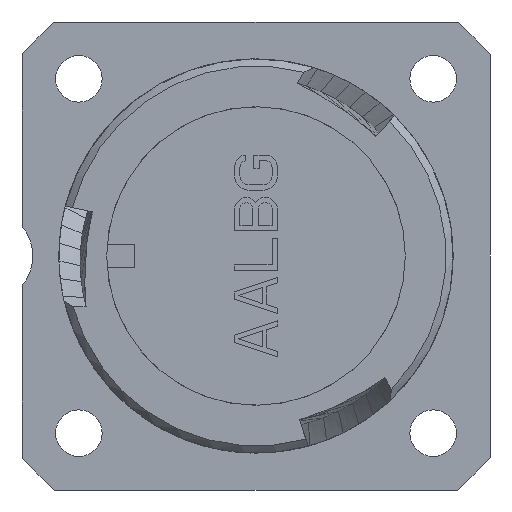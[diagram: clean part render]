
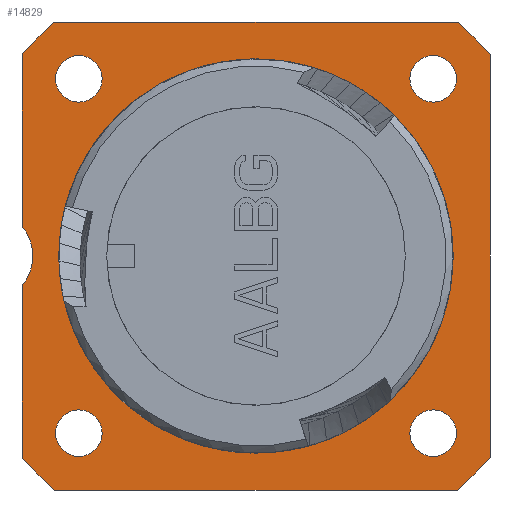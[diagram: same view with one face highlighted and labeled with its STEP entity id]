
A CAD part, left-side view. The second image highlights one B-rep face of the part: STEP entity #14829.
In plain terms, the highlighted planar face has unit normal (-1, 0, 0).
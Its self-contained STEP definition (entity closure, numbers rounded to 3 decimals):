
#599=CARTESIAN_POINT('',(19.,0.,0.));
#600=DIRECTION('',(1.,0.,0.));
#601=DIRECTION('',(0.,1.,0.));
#602=AXIS2_PLACEMENT_3D('',#599,#600,#601);
#1588=CARTESIAN_POINT('',(19.,0.,0.));
#1589=DIRECTION('',(-1.,0.,0.));
#1590=DIRECTION('',(0.,1.,0.));
#1591=AXIS2_PLACEMENT_3D('',#1588,#1589,#1590);
#2901=CARTESIAN_POINT('',(19.,18.675,0.));
#2902=DIRECTION('',(-1.,0.,0.));
#2903=DIRECTION('',(0.,-0.761,-0.649));
#2904=AXIS2_PLACEMENT_3D('',#2901,#2902,#2903);
#2906=DIRECTION('',(0.,0.,1.));
#2907=VECTOR('',#2906,11.91);
#2908=CARTESIAN_POINT('',(19.,16.255,2.063));
#2909=LINE('922',#2908,#2907);
#2910=CARTESIAN_POINT('',(19.,0.,0.));
#2911=DIRECTION('',(1.,0.,0.));
#2912=DIRECTION('',(0.,0.758,0.652));
#2913=AXIS2_PLACEMENT_3D('',#2910,#2911,#2912);
#2915=DIRECTION('',(0.,-1.,0.));
#2916=VECTOR('',#2915,27.945);
#2917=CARTESIAN_POINT('',(19.,13.973,16.255));
#2918=LINE('751',#2917,#2916);
#2919=CARTESIAN_POINT('',(19.,0.,0.));
#2920=DIRECTION('',(1.,0.,0.));
#2921=DIRECTION('',(0.,-0.652,0.758));
#2922=AXIS2_PLACEMENT_3D('',#2919,#2920,#2921);
#2924=DIRECTION('',(0.,0.,-1.));
#2925=VECTOR('',#2924,27.945);
#2926=CARTESIAN_POINT('',(19.,-16.255,13.973));
#2927=LINE('750',#2926,#2925);
#2928=CARTESIAN_POINT('',(19.,0.,0.));
#2929=DIRECTION('',(-1.,0.,0.));
#2930=DIRECTION('',(0.,-0.652,-0.758));
#2931=AXIS2_PLACEMENT_3D('',#2928,#2929,#2930);
#2933=DIRECTION('',(0.,1.,0.));
#2934=VECTOR('',#2933,27.945);
#2935=CARTESIAN_POINT('',(19.,-13.973,-16.255));
#2936=LINE('749',#2935,#2934);
#2937=CARTESIAN_POINT('',(19.,0.,0.));
#2938=DIRECTION('',(-1.,0.,0.));
#2939=DIRECTION('',(0.,0.758,-0.652));
#2940=AXIS2_PLACEMENT_3D('',#2937,#2938,#2939);
#2942=DIRECTION('',(0.,0.,1.));
#2943=VECTOR('',#2942,11.91);
#2944=CARTESIAN_POINT('',(19.,16.255,-13.973));
#2945=LINE('921',#2944,#2943);
#2946=CARTESIAN_POINT('',(19.,12.305,-12.305));
#2947=DIRECTION('',(1.,0.,0.));
#2948=DIRECTION('',(0.,0.,-1.));
#2949=AXIS2_PLACEMENT_3D('',#2946,#2947,#2948);
#2951=CARTESIAN_POINT('',(19.,12.305,-12.305));
#2952=DIRECTION('',(1.,0.,0.));
#2953=DIRECTION('',(0.,0.,1.));
#2954=AXIS2_PLACEMENT_3D('',#2951,#2952,#2953);
#2956=CARTESIAN_POINT('',(19.,12.305,12.305));
#2957=DIRECTION('',(1.,0.,0.));
#2958=DIRECTION('',(0.,0.,-1.));
#2959=AXIS2_PLACEMENT_3D('',#2956,#2957,#2958);
#2961=CARTESIAN_POINT('',(19.,12.305,12.305));
#2962=DIRECTION('',(1.,0.,0.));
#2963=DIRECTION('',(0.,0.,1.));
#2964=AXIS2_PLACEMENT_3D('',#2961,#2962,#2963);
#2966=CARTESIAN_POINT('',(19.,-12.305,12.305));
#2967=DIRECTION('',(1.,0.,0.));
#2968=DIRECTION('',(0.,0.,-1.));
#2969=AXIS2_PLACEMENT_3D('',#2966,#2967,#2968);
#2971=CARTESIAN_POINT('',(19.,-12.305,12.305));
#2972=DIRECTION('',(1.,0.,0.));
#2973=DIRECTION('',(0.,0.,1.));
#2974=AXIS2_PLACEMENT_3D('',#2971,#2972,#2973);
#2976=CARTESIAN_POINT('',(19.,-12.305,-12.305));
#2977=DIRECTION('',(1.,0.,0.));
#2978=DIRECTION('',(0.,0.,-1.));
#2979=AXIS2_PLACEMENT_3D('',#2976,#2977,#2978);
#2981=CARTESIAN_POINT('',(19.,-12.305,-12.305));
#2982=DIRECTION('',(1.,0.,0.));
#2983=DIRECTION('',(0.,0.,1.));
#2984=AXIS2_PLACEMENT_3D('',#2981,#2982,#2983);
#5989=CARTESIAN_POINT('',(19.,13.69,0.));
#5990=CARTESIAN_POINT('',(19.,-13.69,0.));
#5991=VERTEX_POINT('',#5989);
#5992=VERTEX_POINT('',#5990);
#6005=CARTESIAN_POINT('',(19.,-13.973,-16.255));
#6006=CARTESIAN_POINT('',(19.,13.973,-16.255));
#6007=VERTEX_POINT('',#6005);
#6008=VERTEX_POINT('',#6006);
#6009=CARTESIAN_POINT('',(19.,-16.255,13.973));
#6010=CARTESIAN_POINT('',(19.,-16.255,-13.973));
#6011=VERTEX_POINT('',#6009);
#6012=VERTEX_POINT('',#6010);
#6013=CARTESIAN_POINT('',(19.,13.973,16.255));
#6014=CARTESIAN_POINT('',(19.,-13.973,16.255));
#6015=VERTEX_POINT('',#6013);
#6016=VERTEX_POINT('',#6014);
#6140=CARTESIAN_POINT('',(19.,12.305,-13.92));
#6141=CARTESIAN_POINT('',(19.,12.305,-10.69));
#6142=VERTEX_POINT('',#6140);
#6143=VERTEX_POINT('',#6141);
#6144=CARTESIAN_POINT('',(19.,12.305,10.69));
#6145=CARTESIAN_POINT('',(19.,12.305,13.92));
#6146=VERTEX_POINT('',#6144);
#6147=VERTEX_POINT('',#6145);
#6148=CARTESIAN_POINT('',(19.,-12.305,10.69));
#6149=CARTESIAN_POINT('',(19.,-12.305,13.92));
#6150=VERTEX_POINT('',#6148);
#6151=VERTEX_POINT('',#6149);
#6152=CARTESIAN_POINT('',(19.,-12.305,-13.92));
#6153=CARTESIAN_POINT('',(19.,-12.305,-10.69));
#6154=VERTEX_POINT('',#6152);
#6155=VERTEX_POINT('',#6153);
#6156=CARTESIAN_POINT('',(19.,16.255,13.973));
#6158=VERTEX_POINT('',#6156);
#6160=CARTESIAN_POINT('',(19.,16.255,-13.973));
#6162=VERTEX_POINT('',#6160);
#6188=CARTESIAN_POINT('',(19.,16.255,-2.063));
#6189=CARTESIAN_POINT('',(19.,16.255,2.063));
#6190=VERTEX_POINT('',#6188);
#6191=VERTEX_POINT('',#6189);
#14774=CARTESIAN_POINT('',(19.,0.,0.));
#14775=DIRECTION('',(1.,0.,0.));
#14776=DIRECTION('',(0.,-1.,0.));
#14777=AXIS2_PLACEMENT_3D('',#14774,#14775,#14776);
#14778=PLANE('250',#14777);
#14780=ORIENTED_EDGE('916',*,*,#14779,.T.);
#14782=ORIENTED_EDGE('922',*,*,#14781,.T.);
#14784=ORIENTED_EDGE('898',*,*,#14783,.T.);
#14786=ORIENTED_EDGE('751',*,*,#14785,.T.);
#14788=ORIENTED_EDGE('899',*,*,#14787,.T.);
#14790=ORIENTED_EDGE('750',*,*,#14789,.T.);
#14792=ORIENTED_EDGE('903',*,*,#14791,.F.);
#14794=ORIENTED_EDGE('749',*,*,#14793,.T.);
#14796=ORIENTED_EDGE('902',*,*,#14795,.F.);
#14798=ORIENTED_EDGE('921',*,*,#14797,.T.);
#14799=EDGE_LOOP('250',(#14780,#14782,#14784,#14786,#14788,#14790,#14792,#14794,
#14796,#14798));
#14800=FACE_OUTER_BOUND('250',#14799,.F.);
#14801=ORIENTED_EDGE('745',*,*,#10968,.T.);
#14802=ORIENTED_EDGE('744',*,*,#8044,.F.);
#14803=EDGE_LOOP('250',(#14801,#14802));
#14804=FACE_BOUND('250',#14803,.F.);
#14806=ORIENTED_EDGE('872',*,*,#14805,.F.);
#14808=ORIENTED_EDGE('873',*,*,#14807,.F.);
#14809=EDGE_LOOP('250',(#14806,#14808));
#14810=FACE_BOUND('250',#14809,.F.);
#14812=ORIENTED_EDGE('874',*,*,#14811,.F.);
#14814=ORIENTED_EDGE('875',*,*,#14813,.F.);
#14815=EDGE_LOOP('250',(#14812,#14814));
#14816=FACE_BOUND('250',#14815,.F.);
#14818=ORIENTED_EDGE('876',*,*,#14817,.F.);
#14820=ORIENTED_EDGE('877',*,*,#14819,.F.);
#14821=EDGE_LOOP('250',(#14818,#14820));
#14822=FACE_BOUND('250',#14821,.F.);
#14824=ORIENTED_EDGE('878',*,*,#14823,.F.);
#14826=ORIENTED_EDGE('879',*,*,#14825,.F.);
#14827=EDGE_LOOP('250',(#14824,#14826));
#14828=FACE_BOUND('250',#14827,.F.);
#603=CIRCLE('744',#602,13.69);
#1592=CIRCLE('745',#1591,13.69);
#2905=CIRCLE('916',#2904,3.18);
#2914=CIRCLE('898',#2913,21.435);
#2923=CIRCLE('899',#2922,21.435);
#2932=CIRCLE('903',#2931,21.435);
#2941=CIRCLE('902',#2940,21.435);
#2950=CIRCLE('872',#2949,1.615);
#2955=CIRCLE('873',#2954,1.615);
#2960=CIRCLE('874',#2959,1.615);
#2965=CIRCLE('875',#2964,1.615);
#2970=CIRCLE('876',#2969,1.615);
#2975=CIRCLE('877',#2974,1.615);
#2980=CIRCLE('878',#2979,1.615);
#2985=CIRCLE('879',#2984,1.615);
#8044=EDGE_CURVE('744',#5991,#5992,#603,.T.);
#10968=EDGE_CURVE('745',#5991,#5992,#1592,.T.);
#14779=EDGE_CURVE('916',#6190,#6191,#2905,.T.);
#14781=EDGE_CURVE('922',#6191,#6158,#2909,.T.);
#14783=EDGE_CURVE('898',#6158,#6015,#2914,.T.);
#14785=EDGE_CURVE('751',#6015,#6016,#2918,.T.);
#14787=EDGE_CURVE('899',#6016,#6011,#2923,.T.);
#14789=EDGE_CURVE('750',#6011,#6012,#2927,.T.);
#14791=EDGE_CURVE('903',#6007,#6012,#2932,.T.);
#14793=EDGE_CURVE('749',#6007,#6008,#2936,.T.);
#14795=EDGE_CURVE('902',#6162,#6008,#2941,.T.);
#14797=EDGE_CURVE('921',#6162,#6190,#2945,.T.);
#14805=EDGE_CURVE('872',#6142,#6143,#2950,.T.);
#14807=EDGE_CURVE('873',#6143,#6142,#2955,.T.);
#14811=EDGE_CURVE('874',#6146,#6147,#2960,.T.);
#14813=EDGE_CURVE('875',#6147,#6146,#2965,.T.);
#14817=EDGE_CURVE('876',#6150,#6151,#2970,.T.);
#14819=EDGE_CURVE('877',#6151,#6150,#2975,.T.);
#14823=EDGE_CURVE('878',#6154,#6155,#2980,.T.);
#14825=EDGE_CURVE('879',#6155,#6154,#2985,.T.);
#14829=ADVANCED_FACE('250',(#14800,#14804,#14810,#14816,#14822,#14828),#14778,
.F.);
